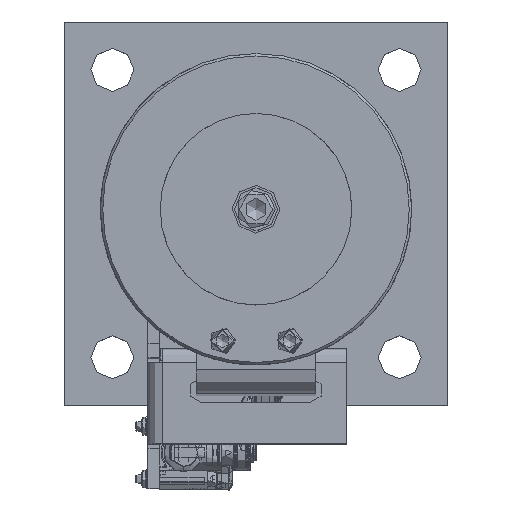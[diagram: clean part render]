
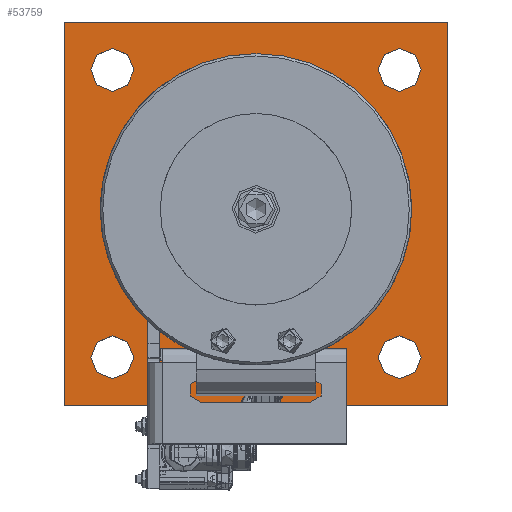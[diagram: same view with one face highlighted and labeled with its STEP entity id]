
A CAD part, top view. The second image highlights one B-rep face of the part: STEP entity #53759.
In plain terms, the highlighted planar face has unit normal (0, 0, 1).
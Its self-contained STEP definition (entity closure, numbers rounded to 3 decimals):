
#9281=LINE($,#99842,#13804);
#9282=LINE($,#99844,#13805);
#9283=LINE($,#99846,#13806);
#9284=LINE($,#99847,#13807);
#13804=VECTOR($,#71172,160.);
#13805=VECTOR($,#71173,160.);
#13806=VECTOR($,#71174,160.);
#13807=VECTOR($,#71175,160.);
#14797=FACE_BOUND($,#17808,.T.);
#14798=FACE_BOUND($,#17809,.T.);
#14799=FACE_BOUND($,#17810,.T.);
#14800=FACE_BOUND($,#17811,.T.);
#14801=FACE_BOUND($,#17812,.T.);
#14802=FACE_BOUND($,#17813,.T.);
#17808=EDGE_LOOP($,(#46400));
#17809=EDGE_LOOP($,(#46401));
#17810=EDGE_LOOP($,(#46402));
#17811=EDGE_LOOP($,(#46403));
#17812=EDGE_LOOP($,(#46404));
#17813=EDGE_LOOP($,(#46405,#46406,#46407,#46408));
#19313=CIRCLE($,#58088,9.);
#19314=CIRCLE($,#58089,9.);
#19315=CIRCLE($,#58090,9.);
#19316=CIRCLE($,#58091,9.);
#19317=CIRCLE($,#58092,59.);
#24217=VERTEX_POINT($,#99830);
#24218=VERTEX_POINT($,#99832);
#24219=VERTEX_POINT($,#99834);
#24220=VERTEX_POINT($,#99836);
#24221=VERTEX_POINT($,#99838);
#24222=VERTEX_POINT($,#99840);
#24223=VERTEX_POINT($,#99841);
#24224=VERTEX_POINT($,#99843);
#24225=VERTEX_POINT($,#99845);
#31641=EDGE_CURVE($,#24217,#24217,#19313,.T.);
#31642=EDGE_CURVE($,#24218,#24218,#19314,.T.);
#31643=EDGE_CURVE($,#24219,#24219,#19315,.T.);
#31644=EDGE_CURVE($,#24220,#24220,#19316,.T.);
#31645=EDGE_CURVE($,#24221,#24221,#19317,.T.);
#31646=EDGE_CURVE($,#24222,#24223,#9281,.T.);
#31647=EDGE_CURVE($,#24223,#24224,#9282,.T.);
#31648=EDGE_CURVE($,#24224,#24225,#9283,.T.);
#31649=EDGE_CURVE($,#24225,#24222,#9284,.T.);
#46400=ORIENTED_EDGE($,*,*,#31641,.T.);
#46401=ORIENTED_EDGE($,*,*,#31642,.T.);
#46402=ORIENTED_EDGE($,*,*,#31643,.T.);
#46403=ORIENTED_EDGE($,*,*,#31644,.T.);
#46404=ORIENTED_EDGE($,*,*,#31645,.T.);
#46405=ORIENTED_EDGE($,*,*,#31646,.T.);
#46406=ORIENTED_EDGE($,*,*,#31647,.T.);
#46407=ORIENTED_EDGE($,*,*,#31648,.T.);
#46408=ORIENTED_EDGE($,*,*,#31649,.T.);
#48301=PLANE($,#58087);
#53759=ADVANCED_FACE($,(#14797,#14798,#14799,#14800,#14801,#14802),#48301,
 .T.);
#58087=AXIS2_PLACEMENT_3D($,#99829,#71160,#71161);
#58088=AXIS2_PLACEMENT_3D($,#99831,#71162,#71163);
#58089=AXIS2_PLACEMENT_3D($,#99833,#71164,#71165);
#58090=AXIS2_PLACEMENT_3D($,#99835,#71166,#71167);
#58091=AXIS2_PLACEMENT_3D($,#99837,#71168,#71169);
#58092=AXIS2_PLACEMENT_3D($,#99839,#71170,#71171);
#71160=DIRECTION('center_axis',(0.,0.,1.));
#71161=DIRECTION('ref_axis',(1.,0.,0.));
#71162=DIRECTION('center_axis',(0.,0.,-1.));
#71163=DIRECTION('ref_axis',(1.,0.,0.));
#71164=DIRECTION('center_axis',(0.,0.,-1.));
#71165=DIRECTION('ref_axis',(1.,0.,0.));
#71166=DIRECTION('center_axis',(0.,0.,-1.));
#71167=DIRECTION('ref_axis',(1.,0.,0.));
#71168=DIRECTION('center_axis',(0.,0.,-1.));
#71169=DIRECTION('ref_axis',(1.,0.,0.));
#71170=DIRECTION('center_axis',(0.,0.,-1.));
#71171=DIRECTION('ref_axis',(-1.,0.,0.));
#71172=DIRECTION($,(-1.,0.,0.));
#71173=DIRECTION($,(0.,-1.,0.));
#71174=DIRECTION($,(1.,0.,0.));
#71175=DIRECTION($,(0.,1.,0.));
#99829=CARTESIAN_POINT('Origin',(-0.539,-4.91,10.));
#99830=CARTESIAN_POINT('',(68.461,-64.91,10.));
#99831=CARTESIAN_POINT('Origin',(59.461,-64.91,10.));
#99832=CARTESIAN_POINT('',(-51.539,55.09,10.));
#99833=CARTESIAN_POINT('Origin',(-60.539,55.09,10.));
#99834=CARTESIAN_POINT('',(-51.539,-64.91,10.));
#99835=CARTESIAN_POINT('Origin',(-60.539,-64.91,10.));
#99836=CARTESIAN_POINT('',(68.461,55.09,10.));
#99837=CARTESIAN_POINT('Origin',(59.461,55.09,10.));
#99838=CARTESIAN_POINT('',(58.461,-4.91,10.));
#99839=CARTESIAN_POINT('Origin',(-0.539,-4.91,10.));
#99840=CARTESIAN_POINT('',(79.461,75.09,10.));
#99841=CARTESIAN_POINT('',(-80.539,75.09,10.));
#99842=CARTESIAN_POINT($,(-80.539,75.09,10.));
#99843=CARTESIAN_POINT('',(-80.539,-84.91,10.));
#99844=CARTESIAN_POINT($,(-80.539,-84.91,10.));
#99845=CARTESIAN_POINT('',(79.461,-84.91,10.));
#99846=CARTESIAN_POINT($,(79.461,-84.91,10.));
#99847=CARTESIAN_POINT($,(79.461,75.09,10.));
